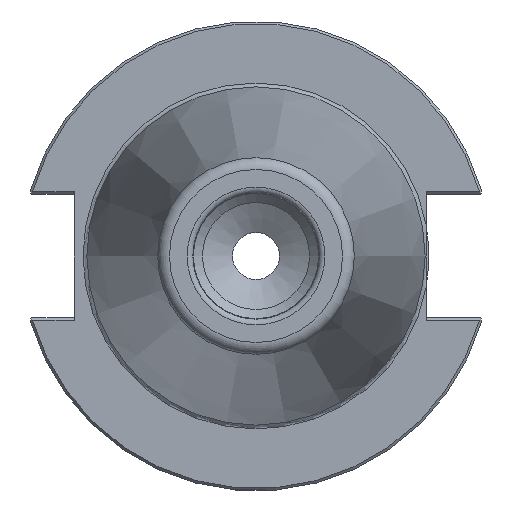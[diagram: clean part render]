
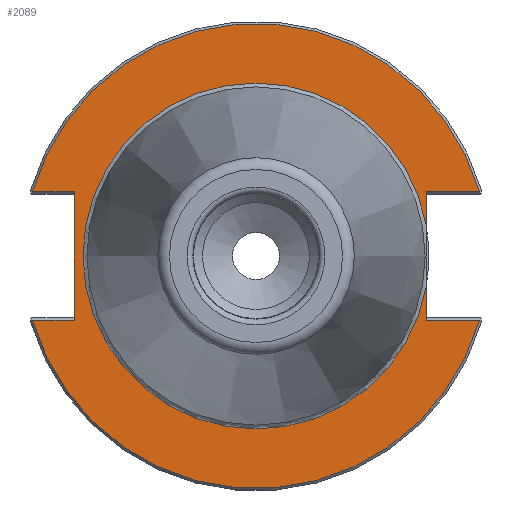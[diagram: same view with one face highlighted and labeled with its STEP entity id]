
A CAD part, left-side view. The second image highlights one B-rep face of the part: STEP entity #2089.
In plain terms, the highlighted planar face has unit normal (-1, 0, 0).
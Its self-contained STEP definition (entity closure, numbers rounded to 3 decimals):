
#130=PLANE('',#2271);
#208=FACE_OUTER_BOUND('',#325,.T.);
#325=EDGE_LOOP('',(#1539,#1540,#1541,#1542,#1543,#1544,#1545,#1546,#1547,
#1548,#1549));
#453=LINE('',#3368,#563);
#456=LINE('',#3427,#566);
#457=LINE('',#3433,#567);
#458=LINE('',#3435,#568);
#459=LINE('',#3439,#569);
#460=LINE('',#3441,#570);
#461=LINE('',#3442,#571);
#563=VECTOR('',#2644,10.);
#566=VECTOR('',#2663,10.);
#567=VECTOR('',#2668,10.);
#568=VECTOR('',#2669,10.);
#569=VECTOR('',#2672,10.);
#570=VECTOR('',#2673,10.);
#571=VECTOR('',#2674,10.);
#686=CIRCLE('',#2269,48.25);
#688=CIRCLE('',#2272,35.9);
#689=CIRCLE('',#2273,35.9);
#690=CIRCLE('',#2274,48.25);
#877=VERTEX_POINT('',#3365);
#878=VERTEX_POINT('',#3367);
#886=VERTEX_POINT('',#3414);
#889=VERTEX_POINT('',#3426);
#890=VERTEX_POINT('',#3428);
#891=VERTEX_POINT('',#3430);
#892=VERTEX_POINT('',#3432);
#893=VERTEX_POINT('',#3434);
#894=VERTEX_POINT('',#3436);
#895=VERTEX_POINT('',#3438);
#896=VERTEX_POINT('',#3440);
#1129=EDGE_CURVE('',#877,#878,#453,.T.);
#1141=EDGE_CURVE('',#878,#886,#686,.T.);
#1145=EDGE_CURVE('',#877,#889,#456,.T.);
#1146=EDGE_CURVE('',#889,#890,#688,.T.);
#1147=EDGE_CURVE('',#890,#891,#689,.T.);
#1148=EDGE_CURVE('',#891,#892,#457,.T.);
#1149=EDGE_CURVE('',#893,#892,#458,.T.);
#1150=EDGE_CURVE('',#894,#893,#690,.T.);
#1151=EDGE_CURVE('',#895,#894,#459,.T.);
#1152=EDGE_CURVE('',#895,#896,#460,.T.);
#1153=EDGE_CURVE('',#886,#896,#461,.T.);
#1539=ORIENTED_EDGE('',*,*,#1129,.F.);
#1540=ORIENTED_EDGE('',*,*,#1145,.T.);
#1541=ORIENTED_EDGE('',*,*,#1146,.T.);
#1542=ORIENTED_EDGE('',*,*,#1147,.T.);
#1543=ORIENTED_EDGE('',*,*,#1148,.T.);
#1544=ORIENTED_EDGE('',*,*,#1149,.F.);
#1545=ORIENTED_EDGE('',*,*,#1150,.F.);
#1546=ORIENTED_EDGE('',*,*,#1151,.F.);
#1547=ORIENTED_EDGE('',*,*,#1152,.T.);
#1548=ORIENTED_EDGE('',*,*,#1153,.F.);
#1549=ORIENTED_EDGE('',*,*,#1141,.F.);
#2089=ADVANCED_FACE('',(#208),#130,.T.);
#2269=AXIS2_PLACEMENT_3D('',#3415,#2657,#2658);
#2271=AXIS2_PLACEMENT_3D('',#3425,#2661,#2662);
#2272=AXIS2_PLACEMENT_3D('',#3429,#2664,#2665);
#2273=AXIS2_PLACEMENT_3D('',#3431,#2666,#2667);
#2274=AXIS2_PLACEMENT_3D('',#3437,#2670,#2671);
#2644=DIRECTION('',(0.,-1.,0.));
#2657=DIRECTION('center_axis',(1.,0.,0.));
#2658=DIRECTION('ref_axis',(0.,0.,-1.));
#2661=DIRECTION('center_axis',(-1.,0.,0.));
#2662=DIRECTION('ref_axis',(0.,0.,1.));
#2663=DIRECTION('',(0.,0.,1.));
#2664=DIRECTION('center_axis',(1.,0.,0.));
#2665=DIRECTION('ref_axis',(0.,0.,-1.));
#2666=DIRECTION('center_axis',(1.,0.,0.));
#2667=DIRECTION('ref_axis',(0.,0.,-1.));
#2668=DIRECTION('',(0.,0.,1.));
#2669=DIRECTION('',(0.,1.,0.));
#2670=DIRECTION('center_axis',(1.,0.,0.));
#2671=DIRECTION('ref_axis',(0.,0.,-1.));
#2672=DIRECTION('',(0.,1.,0.));
#2673=DIRECTION('',(0.,0.,-1.));
#2674=DIRECTION('',(0.,-1.,0.));
#3365=CARTESIAN_POINT('',(3.175,-35.3,-13.325));
#3367=CARTESIAN_POINT('',(3.175,-46.373,-13.325));
#3368=CARTESIAN_POINT('',(3.175,-13.707,-13.325));
#3414=CARTESIAN_POINT('',(3.175,46.373,-13.325));
#3415=CARTESIAN_POINT('Origin',(3.175,0.,
0.));
#3425=CARTESIAN_POINT('Origin',(3.175,48.25,0.));
#3426=CARTESIAN_POINT('',(3.175,-35.3,-6.536));
#3427=CARTESIAN_POINT('',(3.175,-35.3,-6.413));
#3428=CARTESIAN_POINT('',(3.175,0.,35.9));
#3429=CARTESIAN_POINT('Origin',(3.175,0.,
0.));
#3430=CARTESIAN_POINT('',(3.175,-35.3,6.536));
#3431=CARTESIAN_POINT('Origin',(3.175,0.,
0.));
#3432=CARTESIAN_POINT('',(3.175,-35.3,13.325));
#3433=CARTESIAN_POINT('',(3.175,-35.3,-6.413));
#3434=CARTESIAN_POINT('',(3.175,-46.373,13.325));
#3435=CARTESIAN_POINT('',(3.175,6.475,13.325));
#3436=CARTESIAN_POINT('',(3.175,46.373,13.325));
#3437=CARTESIAN_POINT('Origin',(3.175,0.,
0.));
#3438=CARTESIAN_POINT('',(3.175,37.7,13.325));
#3439=CARTESIAN_POINT('',(3.175,61.395,13.325));
#3440=CARTESIAN_POINT('',(3.175,37.7,-13.325));
#3441=CARTESIAN_POINT('',(3.175,37.7,6.413));
#3442=CARTESIAN_POINT('',(3.175,42.975,-13.325));
